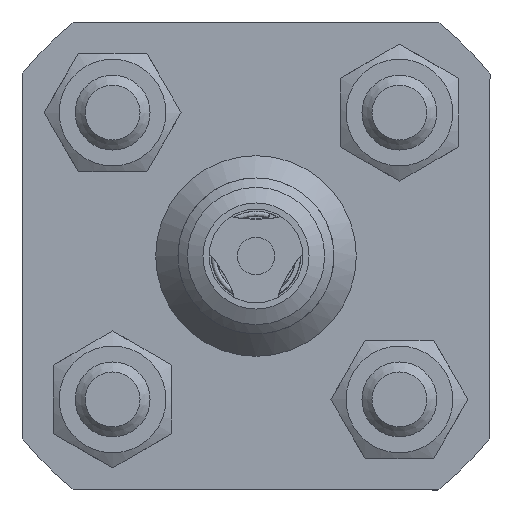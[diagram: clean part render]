
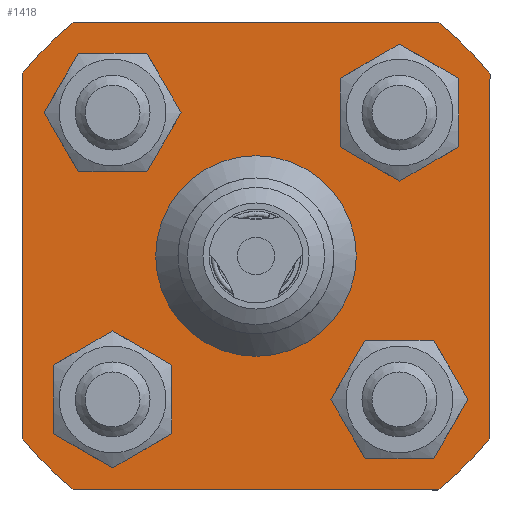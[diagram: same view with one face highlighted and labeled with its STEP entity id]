
A CAD part, left-side view. The second image highlights one B-rep face of the part: STEP entity #1418.
In plain terms, the highlighted planar face has unit normal (-1, 0, 0).
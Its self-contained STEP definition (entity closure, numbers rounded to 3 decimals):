
#955=CARTESIAN_POINT('',(0.,22.981,29.981));
#956=VERTEX_POINT('',#955);
#957=CARTESIAN_POINT('',(0.,22.981,22.981));
#958=DIRECTION('',(1.0,0.0,0.0));
#959=DIRECTION('',(0.0,0.0,1.0));
#960=AXIS2_PLACEMENT_3D('',#957,#958,#959);
#961=CIRCLE('',#960,7.);
#962=EDGE_CURVE('',#956,#956,#961,.T.);
#983=CARTESIAN_POINT('',(0.,29.981,-22.981));
#984=VERTEX_POINT('',#983);
#985=CARTESIAN_POINT('',(0.,22.981,-22.981));
#986=DIRECTION('',(1.0,0.0,0.0));
#987=DIRECTION('',(0.0,1.0,0.0));
#988=AXIS2_PLACEMENT_3D('',#985,#986,#987);
#989=CIRCLE('',#988,7.);
#990=EDGE_CURVE('',#984,#984,#989,.T.);
#1011=CARTESIAN_POINT('',(0.,-22.981,-29.981));
#1012=VERTEX_POINT('',#1011);
#1013=CARTESIAN_POINT('',(0.,-22.981,-22.981));
#1014=DIRECTION('',(1.0,0.0,0.0));
#1015=DIRECTION('',(0.0,0.0,-1.0));
#1016=AXIS2_PLACEMENT_3D('',#1013,#1014,#1015);
#1017=CIRCLE('',#1016,7.);
#1018=EDGE_CURVE('',#1012,#1012,#1017,.T.);
#1039=CARTESIAN_POINT('',(0.,-29.981,22.981));
#1040=VERTEX_POINT('',#1039);
#1041=CARTESIAN_POINT('',(0.,-22.981,22.981));
#1042=DIRECTION('',(1.0,0.0,0.0));
#1043=DIRECTION('',(0.0,-1.0,0.0));
#1044=AXIS2_PLACEMENT_3D('',#1041,#1042,#1043);
#1045=CIRCLE('',#1044,7.);
#1046=EDGE_CURVE('',#1040,#1040,#1045,.T.);
#1236=CARTESIAN_POINT('',(0.,-29.155,-37.5));
#1237=VERTEX_POINT('',#1236);
#1244=CARTESIAN_POINT('',(0.,29.155,-37.5));
#1245=VERTEX_POINT('',#1244);
#1246=CARTESIAN_POINT('',(0.,29.155,-37.5));
#1247=DIRECTION('',(0.0,-1.0,0.0));
#1248=VECTOR('',#1247,58.31);
#1249=LINE('',#1246,#1248);
#1250=EDGE_CURVE('',#1245,#1237,#1249,.T.);
#1267=CARTESIAN_POINT('',(0.,-37.5,-29.155));
#1268=VERTEX_POINT('',#1267);
#1275=CARTESIAN_POINT('',(0.,0.,0.0));
#1276=DIRECTION('',(1.0,0.0,0.0));
#1277=DIRECTION('',(0.0,1.0,0.0));
#1278=AXIS2_PLACEMENT_3D('',#1275,#1276,#1277);
#1279=CIRCLE('',#1278,47.5);
#1280=EDGE_CURVE('',#1268,#1237,#1279,.T.);
#1292=CARTESIAN_POINT('',(0.,-37.5,29.155));
#1293=VERTEX_POINT('',#1292);
#1300=CARTESIAN_POINT('',(0.,-37.5,-29.155));
#1301=DIRECTION('',(0.0,0.0,1.0));
#1302=VECTOR('',#1301,58.31);
#1303=LINE('',#1300,#1302);
#1304=EDGE_CURVE('',#1268,#1293,#1303,.T.);
#1316=CARTESIAN_POINT('',(0.,-29.155,37.5));
#1317=VERTEX_POINT('',#1316);
#1324=CARTESIAN_POINT('',(0.,0.,0.0));
#1325=DIRECTION('',(1.0,0.0,0.0));
#1326=DIRECTION('',(0.0,1.0,0.0));
#1327=AXIS2_PLACEMENT_3D('',#1324,#1325,#1326);
#1328=CIRCLE('',#1327,47.5);
#1329=EDGE_CURVE('',#1317,#1293,#1328,.T.);
#1341=CARTESIAN_POINT('',(0.,29.155,37.5));
#1342=VERTEX_POINT('',#1341);
#1349=CARTESIAN_POINT('',(0.,-29.155,37.5));
#1350=DIRECTION('',(0.0,1.0,0.0));
#1351=VECTOR('',#1350,58.31);
#1352=LINE('',#1349,#1351);
#1353=EDGE_CURVE('',#1317,#1342,#1352,.T.);
#1359=CARTESIAN_POINT('',(0.,42.5,0.0));
#1360=DIRECTION('',(-1.0,0.0,0.0));
#1361=DIRECTION('',(0.0,0.0,1.0));
#1362=AXIS2_PLACEMENT_3D('',#1359,#1360,#1361);
#1363=PLANE('',#1362);
#1364=ORIENTED_EDGE('',*,*,#1250,.T.);
#1365=ORIENTED_EDGE('',*,*,#1280,.F.);
#1366=ORIENTED_EDGE('',*,*,#1304,.T.);
#1367=ORIENTED_EDGE('',*,*,#1329,.F.);
#1368=ORIENTED_EDGE('',*,*,#1353,.T.);
#1369=CARTESIAN_POINT('',(0.,37.5,29.155));
#1370=VERTEX_POINT('',#1369);
#1371=CARTESIAN_POINT('',(0.,0.,0.0));
#1372=DIRECTION('',(1.0,0.0,0.0));
#1373=DIRECTION('',(0.0,1.0,0.0));
#1374=AXIS2_PLACEMENT_3D('',#1371,#1372,#1373);
#1375=CIRCLE('',#1374,47.5);
#1376=EDGE_CURVE('',#1370,#1342,#1375,.T.);
#1377=ORIENTED_EDGE('',*,*,#1376,.F.);
#1378=CARTESIAN_POINT('',(0.,37.5,-29.155));
#1379=VERTEX_POINT('',#1378);
#1380=CARTESIAN_POINT('',(0.,37.5,29.155));
#1381=DIRECTION('',(0.0,0.0,-1.0));
#1382=VECTOR('',#1381,58.31);
#1383=LINE('',#1380,#1382);
#1384=EDGE_CURVE('',#1370,#1379,#1383,.T.);
#1385=ORIENTED_EDGE('',*,*,#1384,.T.);
#1386=CARTESIAN_POINT('',(0.,0.,0.0));
#1387=DIRECTION('',(1.0,0.0,0.0));
#1388=DIRECTION('',(0.0,1.0,0.0));
#1389=AXIS2_PLACEMENT_3D('',#1386,#1387,#1388);
#1390=CIRCLE('',#1389,47.5);
#1391=EDGE_CURVE('',#1245,#1379,#1390,.T.);
#1392=ORIENTED_EDGE('',*,*,#1391,.F.);
#1393=EDGE_LOOP('',(#1364,#1365,#1366,#1367,#1368,#1377,#1385,#1392));
#1394=FACE_OUTER_BOUND('',#1393,.T.);
#1395=ORIENTED_EDGE('',*,*,#962,.T.);
#1396=EDGE_LOOP('',(#1395));
#1397=FACE_BOUND('',#1396,.T.);
#1398=ORIENTED_EDGE('',*,*,#990,.T.);
#1399=EDGE_LOOP('',(#1398));
#1400=FACE_BOUND('',#1399,.T.);
#1401=ORIENTED_EDGE('',*,*,#1018,.T.);
#1402=EDGE_LOOP('',(#1401));
#1403=FACE_BOUND('',#1402,.T.);
#1404=ORIENTED_EDGE('',*,*,#1046,.T.);
#1405=EDGE_LOOP('',(#1404));
#1406=FACE_BOUND('',#1405,.T.);
#1407=CARTESIAN_POINT('',(0.0,16.075,0.0));
#1408=VERTEX_POINT('',#1407);
#1409=CARTESIAN_POINT('',(0.,0.,0.0));
#1410=DIRECTION('',(1.0,0.0,0.0));
#1411=DIRECTION('',(0.0,1.0,0.0));
#1412=AXIS2_PLACEMENT_3D('',#1409,#1410,#1411);
#1413=CIRCLE('',#1412,16.075);
#1414=EDGE_CURVE('',#1408,#1408,#1413,.T.);
#1415=ORIENTED_EDGE('',*,*,#1414,.T.);
#1416=EDGE_LOOP('',(#1415));
#1417=FACE_BOUND('',#1416,.T.);
#1418=ADVANCED_FACE('',(#1394,#1397,#1400,#1403,#1406,#1417),#1363,.T.);
